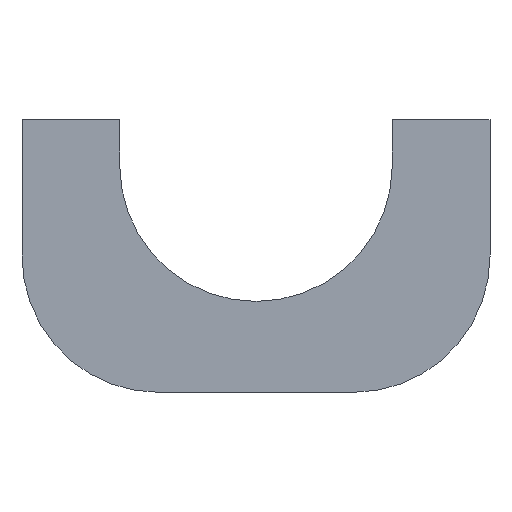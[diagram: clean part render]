
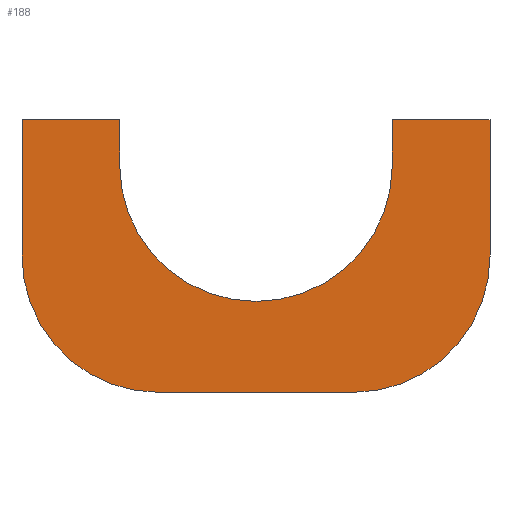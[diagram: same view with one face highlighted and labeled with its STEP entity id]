
A CAD part, front view. The second image highlights one B-rep face of the part: STEP entity #188.
In plain terms, the highlighted planar face has unit normal (0, -1, 0).
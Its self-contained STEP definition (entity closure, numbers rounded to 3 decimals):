
#32 = VERTEX_POINT('',#33);
#33 = CARTESIAN_POINT('',(-5.15,-1.65,56.));
#39 = EDGE_CURVE('',#40,#32,#42,.T.);
#40 = VERTEX_POINT('',#41);
#41 = CARTESIAN_POINT('',(-5.15,-1.65,53.));
#42 = LINE('',#43,#44);
#43 = CARTESIAN_POINT('',(-5.15,-1.65,50.));
#44 = VECTOR('',#45,1.);
#45 = DIRECTION('',(0.,0.,1.));
#145 = VERTEX_POINT('',#146);
#146 = CARTESIAN_POINT('',(-2.15,-1.65,50.));
#152 = EDGE_CURVE('',#40,#145,#153,.T.);
#153 = CIRCLE('',#154,3.);
#154 = AXIS2_PLACEMENT_3D('',#155,#156,#157);
#155 = CARTESIAN_POINT('',(-2.15,-1.65,53.));
#156 = DIRECTION('',(0.,-1.,0.));
#157 = DIRECTION('',(0.,0.,-1.));
#170 = EDGE_CURVE('',#32,#171,#173,.T.);
#171 = VERTEX_POINT('',#172);
#172 = CARTESIAN_POINT('',(-3.,-1.65,56.));
#173 = LINE('',#174,#175);
#174 = CARTESIAN_POINT('',(-5.15,-1.65,56.));
#175 = VECTOR('',#176,1.);
#176 = DIRECTION('',(1.,0.,0.));
#188 = ADVANCED_FACE('',(#189),#250,.F.);
#189 = FACE_BOUND('',#190,.F.);
#190 = EDGE_LOOP('',(#191,#199,#200,#201,#202,#210,#219,#227,#235,#243)
  );
#191 = ORIENTED_EDGE('',*,*,#192,.F.);
#192 = EDGE_CURVE('',#145,#193,#195,.T.);
#193 = VERTEX_POINT('',#194);
#194 = CARTESIAN_POINT('',(2.15,-1.65,50.));
#195 = LINE('',#196,#197);
#196 = CARTESIAN_POINT('',(-5.15,-1.65,50.));
#197 = VECTOR('',#198,1.);
#198 = DIRECTION('',(1.,0.,0.));
#199 = ORIENTED_EDGE('',*,*,#152,.F.);
#200 = ORIENTED_EDGE('',*,*,#39,.T.);
#201 = ORIENTED_EDGE('',*,*,#170,.T.);
#202 = ORIENTED_EDGE('',*,*,#203,.F.);
#203 = EDGE_CURVE('',#204,#171,#206,.T.);
#204 = VERTEX_POINT('',#205);
#205 = CARTESIAN_POINT('',(-3.,-1.65,55.));
#206 = LINE('',#207,#208);
#207 = CARTESIAN_POINT('',(-3.,-1.65,55.));
#208 = VECTOR('',#209,1.);
#209 = DIRECTION('',(0.,0.,1.));
#210 = ORIENTED_EDGE('',*,*,#211,.T.);
#211 = EDGE_CURVE('',#204,#212,#214,.T.);
#212 = VERTEX_POINT('',#213);
#213 = CARTESIAN_POINT('',(3.,-1.65,55.));
#214 = CIRCLE('',#215,3.);
#215 = AXIS2_PLACEMENT_3D('',#216,#217,#218);
#216 = CARTESIAN_POINT('',(0.,-1.65,55.));
#217 = DIRECTION('',(0.,-1.,0.));
#218 = DIRECTION('',(1.,0.,0.));
#219 = ORIENTED_EDGE('',*,*,#220,.T.);
#220 = EDGE_CURVE('',#212,#221,#223,.T.);
#221 = VERTEX_POINT('',#222);
#222 = CARTESIAN_POINT('',(3.,-1.65,56.));
#223 = LINE('',#224,#225);
#224 = CARTESIAN_POINT('',(3.,-1.65,55.));
#225 = VECTOR('',#226,1.);
#226 = DIRECTION('',(0.,0.,1.));
#227 = ORIENTED_EDGE('',*,*,#228,.T.);
#228 = EDGE_CURVE('',#221,#229,#231,.T.);
#229 = VERTEX_POINT('',#230);
#230 = CARTESIAN_POINT('',(5.15,-1.65,56.));
#231 = LINE('',#232,#233);
#232 = CARTESIAN_POINT('',(-5.15,-1.65,56.));
#233 = VECTOR('',#234,1.);
#234 = DIRECTION('',(1.,0.,0.));
#235 = ORIENTED_EDGE('',*,*,#236,.F.);
#236 = EDGE_CURVE('',#237,#229,#239,.T.);
#237 = VERTEX_POINT('',#238);
#238 = CARTESIAN_POINT('',(5.15,-1.65,53.));
#239 = LINE('',#240,#241);
#240 = CARTESIAN_POINT('',(5.15,-1.65,50.));
#241 = VECTOR('',#242,1.);
#242 = DIRECTION('',(0.,0.,1.));
#243 = ORIENTED_EDGE('',*,*,#244,.F.);
#244 = EDGE_CURVE('',#193,#237,#245,.T.);
#245 = CIRCLE('',#246,3.);
#246 = AXIS2_PLACEMENT_3D('',#247,#248,#249);
#247 = CARTESIAN_POINT('',(2.15,-1.65,53.));
#248 = DIRECTION('',(0.,-1.,0.));
#249 = DIRECTION('',(0.,0.,1.));
#250 = PLANE('',#251);
#251 = AXIS2_PLACEMENT_3D('',#252,#253,#254);
#252 = CARTESIAN_POINT('',(-5.15,-1.65,50.));
#253 = DIRECTION('',(0.,1.,0.));
#254 = DIRECTION('',(1.,0.,0.));
